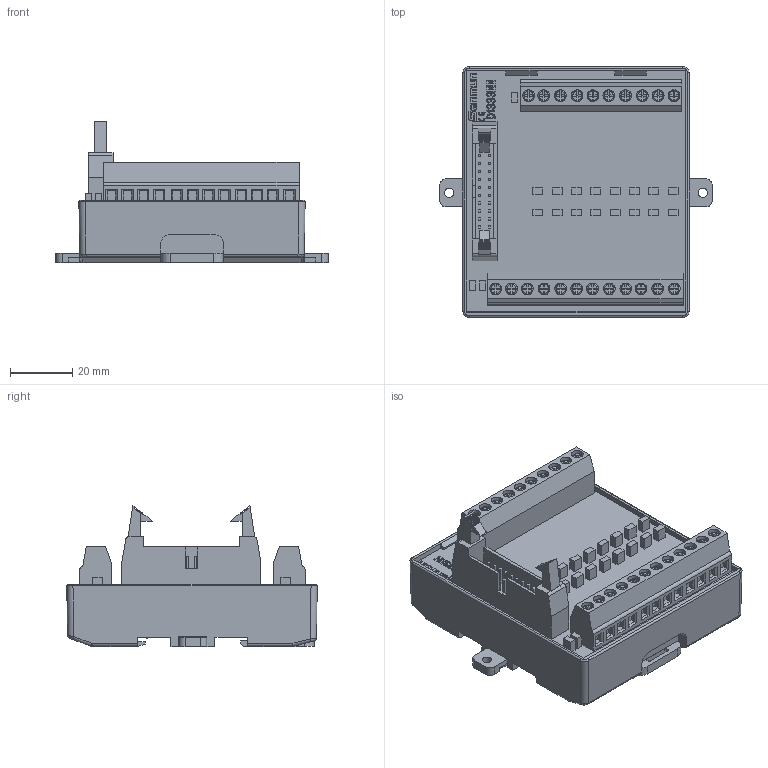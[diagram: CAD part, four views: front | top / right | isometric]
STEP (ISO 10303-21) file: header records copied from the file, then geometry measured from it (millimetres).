
FILE_DESCRIPTION(/* description */ (''),/* implementation_level */ '2;1');
FILE_NAME(/* name */ '12.stp',/* time_stamp */ '2024-08-16T13:44:37+08:00',/* author */ (''),/* organization */ (''),/* preprocessor_version */ 'ST-DEVELOPER v14',/* originating_system */ 'SIEMENS PLM Software NX 8.0',/* authorisation */ '');
FILE_SCHEMA (('AUTOMOTIVE_DESIGN { 1 0 10303 214 3 1 1 1 }'));
Length unit declared in the file: millimetre
Products named in the file (1): Admi3260DBFCabzk
Bounding box: 87.37 x 80.4 x 45.25 mm (x, y, z)
Volume: 116580.6 mm3; surface area: 28792.5 mm2
Topology: 3 solids, 6 shells, 1444 faces, 3600 edges, 2302 vertices
Faces by surface type: plane 1186, cylinder 176, torus 44, extrusion 16, cone 12, bspline 10
Full cylindrical faces by diameter (mm): 3 x2, 3.8 x22
Entity records: 45812 total; most frequent: CARTESIAN_POINT 9753, ORIENTED_EDGE 7152, DIRECTION 6676, EDGE_CURVE 3576, VECTOR 3022, LINE 3006, VERTEX_POINT 2302, AXIS2_PLACEMENT_3D 1827
